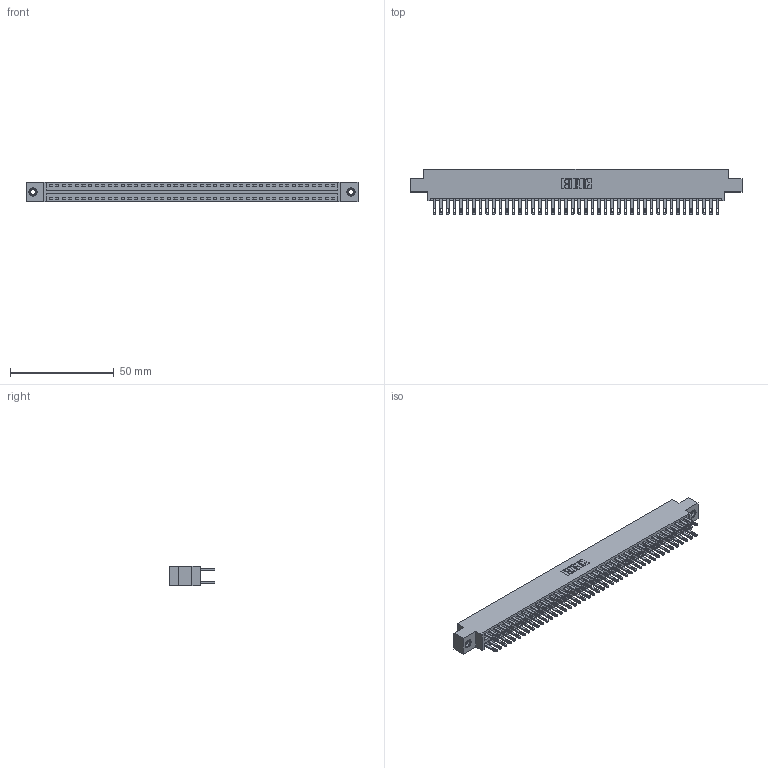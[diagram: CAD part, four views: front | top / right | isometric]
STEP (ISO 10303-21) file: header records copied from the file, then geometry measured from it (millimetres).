
FILE_DESCRIPTION (( 'STEP AP203' ), '1' );
FILE_NAME ('896-088-500-807.STEP', '2021-07-28T02:47:30', ( '' ), ( '' ), 'SwSTEP 2.0', 'SolidWorks 2020', '' );
FILE_SCHEMA (( 'CONFIG_CONTROL_DESIGN' ));
Length unit declared in the file: inch
Products named in the file (4): 345-292-001_345-293-100; 345-250-001_345-250-005-103; 846 Part_0.170 Offset - 0.156 Dia-TI; 896-088-500-807
Assembly tree (91 placements, depth 2):
  896-088-500-807
    846 Part_0.170 Offset - 0.156 Dia-TI
    345-292-001_345-293-100  x88
    345-250-001_345-250-005-103  x2
Bounding box: 160.27 x 21.84 x 9.4 mm (x, y, z)
Volume: 15745 mm3; surface area: 22808.5 mm2
Topology: 91 solids, 91 shells, 4410 faces, 13413 edges, 8934 vertices
Faces by surface type: plane 2664, cylinder 1730, cone 12, torus 4
Entity records: 29694 total; most frequent: CARTESIAN_POINT 4875, ORIENTED_EDGE 4802, DIRECTION 4375, EDGE_CURVE 2401, VECTOR 2069, LINE 2069, VERTEX_POINT 1596, AXIS2_PLACEMENT_3D 1153
